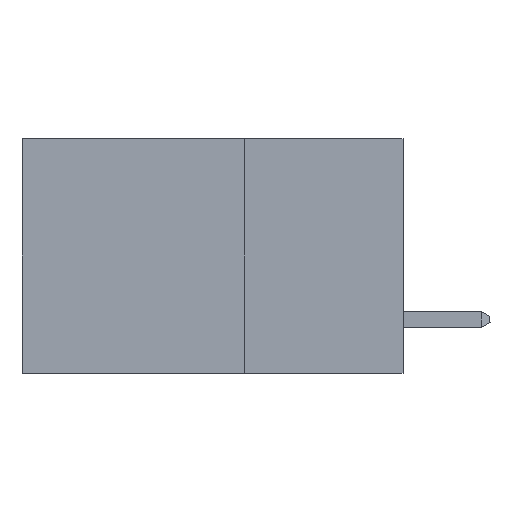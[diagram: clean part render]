
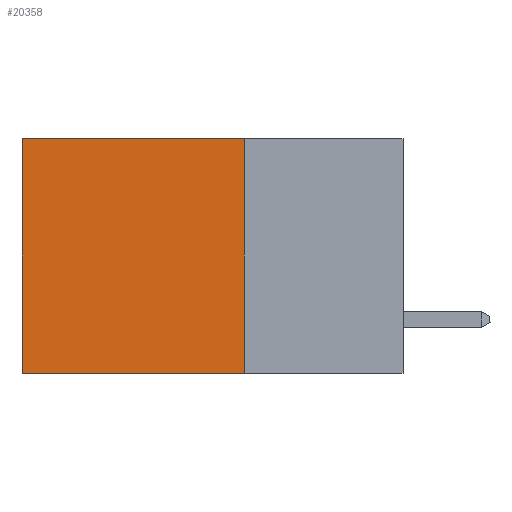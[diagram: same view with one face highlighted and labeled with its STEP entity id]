
A CAD part, left-side view. The second image highlights one B-rep face of the part: STEP entity #20358.
In plain terms, the highlighted planar face has unit normal (-1, 0, 0).
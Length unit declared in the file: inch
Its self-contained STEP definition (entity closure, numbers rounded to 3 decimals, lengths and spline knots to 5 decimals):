
#148 = LINE ( 'NONE', #10553, #17032 ) ;
#319 = VERTEX_POINT ( 'NONE', #13932 ) ;
#1314 = LINE ( 'NONE', #3569, #7176 ) ;
#1789 = ORIENTED_EDGE ( 'NONE', *, *, #20159, .F. ) ;
#2589 = DIRECTION ( 'NONE',  ( 0., 1., 0. ) ) ;
#3569 = CARTESIAN_POINT ( 'NONE',  ( 0.2875, 0.6, 0. ) ) ;
#5320 = PLANE ( 'NONE',  #16743 ) ;
#5334 = LINE ( 'NONE', #16800, #15847 ) ;
#6254 = VERTEX_POINT ( 'NONE', #15279 ) ;
#7176 = VECTOR ( 'NONE', #12254, 39.37008 ) ;
#8105 = EDGE_CURVE ( 'NONE', #14493, #319, #148, .T. ) ;
#9037 = ORIENTED_EDGE ( 'NONE', *, *, #17261, .T. ) ;
#10106 = CARTESIAN_POINT ( 'NONE',  ( 0.2875, 0.6, -0.37 ) ) ;
#10553 = CARTESIAN_POINT ( 'NONE',  ( 0.2875, 0.25, 0. ) ) ;
#10632 = VERTEX_POINT ( 'NONE', #10106 ) ;
#10906 = EDGE_LOOP ( 'NONE', ( #9037, #1789, #17771, #18645 ) ) ;
#11475 = FACE_OUTER_BOUND ( 'NONE', #10906, .T. ) ;
#12254 = DIRECTION ( 'NONE',  ( 0., 0., -1. ) ) ;
#12450 = DIRECTION ( 'NONE',  ( 0., 0., -1. ) ) ;
#13353 = CARTESIAN_POINT ( 'NONE',  ( 0.2875, 0.25, -0.37 ) ) ;
#13376 = VECTOR ( 'NONE', #2589, 39.37008 ) ;
#13480 = DIRECTION ( 'NONE',  ( 0., 1., 0. ) ) ;
#13592 = CARTESIAN_POINT ( 'NONE',  ( 0.2875, 0.25, 0. ) ) ;
#13932 = CARTESIAN_POINT ( 'NONE',  ( 0.2875, 0.25, -0.37 ) ) ;
#14493 = VERTEX_POINT ( 'NONE', #13592 ) ;
#15279 = CARTESIAN_POINT ( 'NONE',  ( 0.2875, 0.6, 0. ) ) ;
#15847 = VECTOR ( 'NONE', #13480, 39.37008 ) ;
#15988 = DIRECTION ( 'NONE',  ( 1., 0., 0. ) ) ;
#16371 = EDGE_CURVE ( 'NONE', #14493, #6254, #5334, .T. ) ;
#16743 = AXIS2_PLACEMENT_3D ( 'NONE', #19292, #15988, #12450 ) ;
#16800 = CARTESIAN_POINT ( 'NONE',  ( 0.2875, 0.25, 0. ) ) ;
#17032 = VECTOR ( 'NONE', #21293, 39.37008 ) ;
#17261 = EDGE_CURVE ( 'NONE', #6254, #10632, #1314, .T. ) ;
#17771 = ORIENTED_EDGE ( 'NONE', *, *, #8105, .F. ) ;
#18645 = ORIENTED_EDGE ( 'NONE', *, *, #16371, .T. ) ;
#19292 = CARTESIAN_POINT ( 'NONE',  ( 0.2875, 0.25, 0. ) ) ;
#19752 = LINE ( 'NONE', #13353, #13376 ) ;
#20159 = EDGE_CURVE ( 'NONE', #319, #10632, #19752, .T. ) ;
#20358 = ADVANCED_FACE ( 'NONE', ( #11475 ), #5320, .F. ) ;
#21293 = DIRECTION ( 'NONE',  ( 0., 0., -1. ) ) ;
